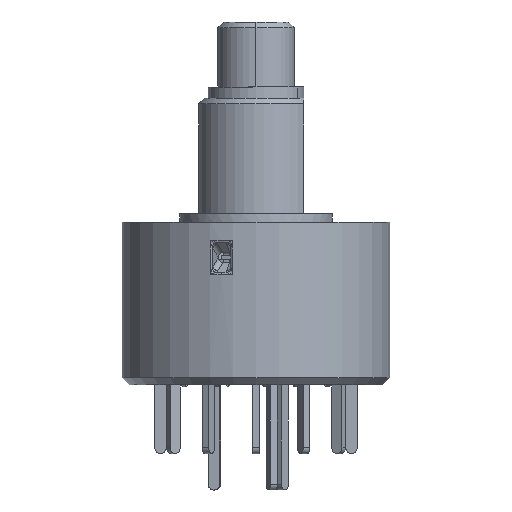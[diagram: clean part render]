
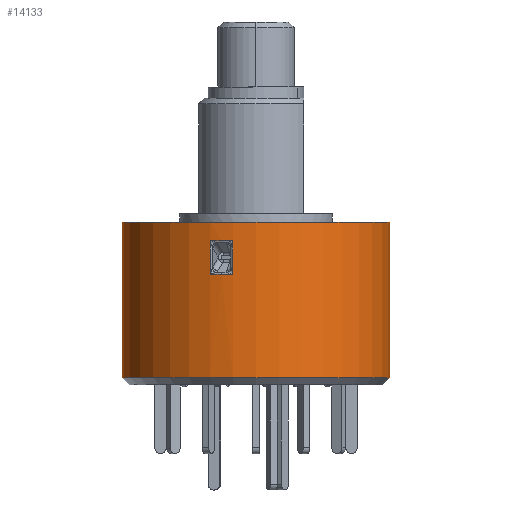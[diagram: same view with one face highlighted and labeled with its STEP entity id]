
A CAD part, left-side view. The second image highlights one B-rep face of the part: STEP entity #14133.
In plain terms, the highlighted cylindrical face has radius 7 mm (diameter 14 mm), a partial arc.
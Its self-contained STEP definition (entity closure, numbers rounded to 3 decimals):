
#191 = VERTEX_POINT ( 'NONE', #371 ) ;
#371 = CARTESIAN_POINT ( 'NONE',  ( 0., -7., -8.574 ) ) ;
#617 = LINE ( 'NONE', #18389, #16079 ) ;
#740 = VECTOR ( 'NONE', #6308, 1000. ) ;
#1794 = CARTESIAN_POINT ( 'NONE',  ( -6.65, 2.196, -3.162 ) ) ;
#1799 = VERTEX_POINT ( 'NONE', #2723 ) ;
#1942 =( BOUNDED_CURVE ( )  B_SPLINE_CURVE ( 3, ( #6524, #14120, #9580, #5007 ),
 .UNSPECIFIED., .F., .T. ) 
 B_SPLINE_CURVE_WITH_KNOTS ( ( 4, 4 ),
 ( 3.056, 3.227 ),
 .UNSPECIFIED. ) 
 CURVE ( )  GEOMETRIC_REPRESENTATION_ITEM ( )  RATIONAL_B_SPLINE_CURVE ( ( 1., 0.998, 0.998, 1. ) ) 
 REPRESENTATION_ITEM ( '' )  );
#1955 = CARTESIAN_POINT ( 'NONE',  ( 0., 7., -0.45 ) ) ;
#2031 = EDGE_CURVE ( 'NONE', #13897, #12303, #9239, .T. ) ;
#2037 = ORIENTED_EDGE ( 'NONE', *, *, #18553, .T. ) ;
#2703 = CARTESIAN_POINT ( 'NONE',  ( 0., 0., -0.45 ) ) ;
#2723 = CARTESIAN_POINT ( 'NONE',  ( -6.581, 2.384, -1.425 ) ) ;
#2826 = AXIS2_PLACEMENT_3D ( 'NONE', #2703, #18257, #16616 ) ;
#3107 = VERTEX_POINT ( 'NONE', #3625 ) ;
#3372 = LINE ( 'NONE', #18404, #11068 ) ;
#3489 = CARTESIAN_POINT ( 'NONE',  ( -6.892, 1.226, -3.152 ) ) ;
#3625 = CARTESIAN_POINT ( 'NONE',  ( 0., 7., -8.574 ) ) ;
#3735 = CARTESIAN_POINT ( 'NONE',  ( -6.581, 2.384, -0.45 ) ) ;
#3949 =( BOUNDED_CURVE ( )  B_SPLINE_CURVE ( 3, ( #3489, #4843, #4963, #15575 ),
 .UNSPECIFIED., .F., .F. ) 
 B_SPLINE_CURVE_WITH_KNOTS ( ( 4, 4 ),
 ( 6.197, 6.283 ),
 .UNSPECIFIED. ) 
 CURVE ( )  GEOMETRIC_REPRESENTATION_ITEM ( )  RATIONAL_B_SPLINE_CURVE ( ( 1., 0.999, 0.999, 1. ) ) 
 REPRESENTATION_ITEM ( '' )  );
#4093 = EDGE_CURVE ( 'NONE', #9555, #13897, #3949, .T. ) ;
#4135 = EDGE_CURVE ( 'NONE', #18707, #3107, #7755, .T. ) ;
#4777 = CARTESIAN_POINT ( 'NONE',  ( 0., 7., -0.45 ) ) ;
#4797 = CARTESIAN_POINT ( 'NONE',  ( 0., 0., -8.574 ) ) ;
#4843 = CARTESIAN_POINT ( 'NONE',  ( -6.857, 1.423, -3.162 ) ) ;
#4882 = EDGE_CURVE ( 'NONE', #12303, #1799, #16430, .T. ) ;
#4955 = CIRCLE ( 'NONE', #5137, 7. ) ;
#4963 = CARTESIAN_POINT ( 'NONE',  ( -6.813, 1.618, -3.167 ) ) ;
#5007 = CARTESIAN_POINT ( 'NONE',  ( -6.892, 1.226, -1.425 ) ) ;
#5137 = AXIS2_PLACEMENT_3D ( 'NONE', #4797, #12743, #10730 ) ;
#5510 = DIRECTION ( 'NONE',  ( 0., 0., -1. ) ) ;
#5796 = FACE_BOUND ( 'NONE', #7244, .T. ) ;
#6308 = DIRECTION ( 'NONE',  ( 0., 0., -1. ) ) ;
#6524 = CARTESIAN_POINT ( 'NONE',  ( -6.581, 2.384, -1.425 ) ) ;
#7244 = EDGE_LOOP ( 'NONE', ( #11473, #17108, #11282, #8557, #2037 ) ) ;
#7311 = DIRECTION ( 'NONE',  ( 0., 0., -1. ) ) ;
#7755 = LINE ( 'NONE', #1955, #740 ) ;
#7998 = ORIENTED_EDGE ( 'NONE', *, *, #10881, .T. ) ;
#8149 = VERTEX_POINT ( 'NONE', #11098 ) ;
#8557 = ORIENTED_EDGE ( 'NONE', *, *, #13391, .T. ) ;
#8677 = CARTESIAN_POINT ( 'NONE',  ( 0., 0., -0.45 ) ) ;
#9239 =( BOUNDED_CURVE ( )  B_SPLINE_CURVE ( 3, ( #15686, #9593, #1794, #9453 ),
 .UNSPECIFIED., .F., .F. ) 
 B_SPLINE_CURVE_WITH_KNOTS ( ( 4, 4 ),
 ( 0., 0.086 ),
 .UNSPECIFIED. ) 
 CURVE ( )  GEOMETRIC_REPRESENTATION_ITEM ( )  RATIONAL_B_SPLINE_CURVE ( ( 1., 0.999, 0.999, 1. ) ) 
 REPRESENTATION_ITEM ( '' )  );
#9453 = CARTESIAN_POINT ( 'NONE',  ( -6.581, 2.384, -3.152 ) ) ;
#9458 = ORIENTED_EDGE ( 'NONE', *, *, #15231, .F. ) ;
#9555 = VERTEX_POINT ( 'NONE', #16003 ) ;
#9580 = CARTESIAN_POINT ( 'NONE',  ( -6.822, 1.62, -1.406 ) ) ;
#9593 = CARTESIAN_POINT ( 'NONE',  ( -6.71, 2.005, -3.167 ) ) ;
#10190 = AXIS2_PLACEMENT_3D ( 'NONE', #8677, #7311, #14762 ) ;
#10730 = DIRECTION ( 'NONE',  ( 0., -1., 0. ) ) ;
#10817 = ORIENTED_EDGE ( 'NONE', *, *, #4135, .T. ) ;
#10881 = EDGE_CURVE ( 'NONE', #3107, #191, #4955, .T. ) ;
#10956 = ORIENTED_EDGE ( 'NONE', *, *, #13697, .F. ) ;
#11068 = VECTOR ( 'NONE', #12146, 1000. ) ;
#11098 = CARTESIAN_POINT ( 'NONE',  ( 0., -7., -0.45 ) ) ;
#11282 = ORIENTED_EDGE ( 'NONE', *, *, #4882, .T. ) ;
#11473 = ORIENTED_EDGE ( 'NONE', *, *, #4093, .T. ) ;
#11841 = FACE_OUTER_BOUND ( 'NONE', #12999, .T. ) ;
#12146 = DIRECTION ( 'NONE',  ( 0., 0., -1. ) ) ;
#12303 = VERTEX_POINT ( 'NONE', #13039 ) ;
#12743 = DIRECTION ( 'NONE',  ( 0., 0., 1. ) ) ;
#12999 = EDGE_LOOP ( 'NONE', ( #9458, #10956, #10817, #7998 ) ) ;
#13039 = CARTESIAN_POINT ( 'NONE',  ( -6.581, 2.384, -3.152 ) ) ;
#13391 = EDGE_CURVE ( 'NONE', #1799, #16094, #1942, .T. ) ;
#13697 = EDGE_CURVE ( 'NONE', #18707, #8149, #15513, .T. ) ;
#13897 = VERTEX_POINT ( 'NONE', #13900 ) ;
#13900 = CARTESIAN_POINT ( 'NONE',  ( -6.761, 1.812, -3.167 ) ) ;
#14120 = CARTESIAN_POINT ( 'NONE',  ( -6.718, 2.007, -1.406 ) ) ;
#14133 = ADVANCED_FACE ( 'NONE', ( #11841, #5796 ), #19119, .T. ) ;
#14583 = DIRECTION ( 'NONE',  ( 0., 0., 1. ) ) ;
#14762 = DIRECTION ( 'NONE',  ( 0., 1., 0. ) ) ;
#15231 = EDGE_CURVE ( 'NONE', #8149, #191, #3372, .T. ) ;
#15513 = CIRCLE ( 'NONE', #2826, 7. ) ;
#15575 = CARTESIAN_POINT ( 'NONE',  ( -6.761, 1.812, -3.167 ) ) ;
#15686 = CARTESIAN_POINT ( 'NONE',  ( -6.761, 1.812, -3.167 ) ) ;
#15927 = VECTOR ( 'NONE', #14583, 1000. ) ;
#16003 = CARTESIAN_POINT ( 'NONE',  ( -6.892, 1.226, -3.152 ) ) ;
#16079 = VECTOR ( 'NONE', #5510, 1000. ) ;
#16094 = VERTEX_POINT ( 'NONE', #16943 ) ;
#16430 = LINE ( 'NONE', #3735, #15927 ) ;
#16616 = DIRECTION ( 'NONE',  ( 0., -1., 0. ) ) ;
#16943 = CARTESIAN_POINT ( 'NONE',  ( -6.892, 1.226, -1.425 ) ) ;
#17108 = ORIENTED_EDGE ( 'NONE', *, *, #2031, .T. ) ;
#18257 = DIRECTION ( 'NONE',  ( 0., 0., 1. ) ) ;
#18389 = CARTESIAN_POINT ( 'NONE',  ( -6.892, 1.226, -0.45 ) ) ;
#18404 = CARTESIAN_POINT ( 'NONE',  ( 0., -7., -0.45 ) ) ;
#18553 = EDGE_CURVE ( 'NONE', #16094, #9555, #617, .T. ) ;
#18707 = VERTEX_POINT ( 'NONE', #4777 ) ;
#19119 = CYLINDRICAL_SURFACE ( 'NONE', #10190, 7. ) ;
